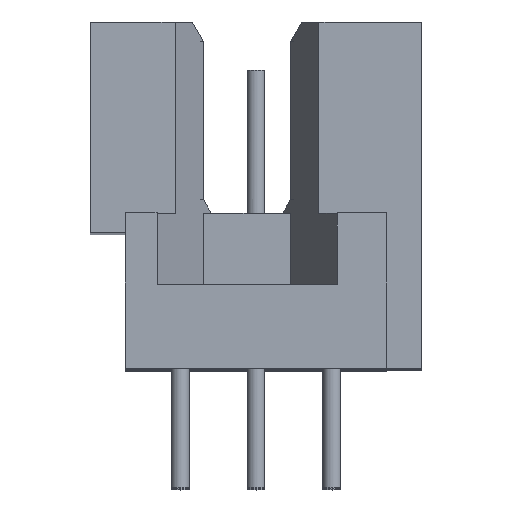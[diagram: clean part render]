
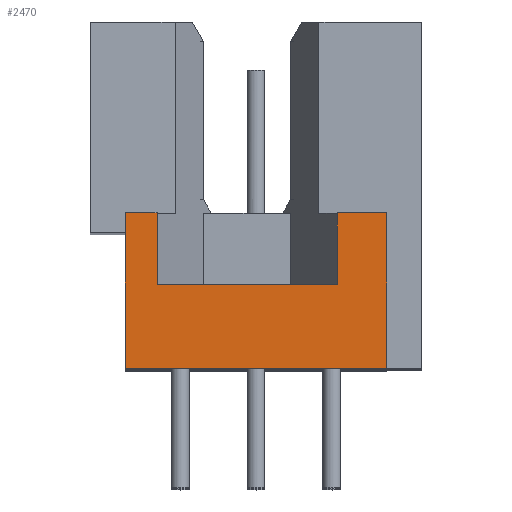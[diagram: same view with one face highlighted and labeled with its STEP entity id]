
A CAD part, top view. The second image highlights one B-rep face of the part: STEP entity #2470.
In plain terms, the highlighted free-form (B-spline) face has degree [1, 1] with [2, 2] control points.
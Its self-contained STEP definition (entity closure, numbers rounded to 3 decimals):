
#818=CARTESIAN_POINT('V63',(-1.175,5.2,
   55.0));
#819=VERTEX_POINT('V63',#818);
#827=CARTESIAN_POINT('V62',(-1.175,0.,55.0)
   );
#828=VERTEX_POINT('V62',#827);
#829=CARTESIAN_POINT('E80',(-1.175,0.,55.0));
#830=CARTESIAN_POINT('E80',(-1.175,5.2,
   55.0));
#831=B_SPLINE_CURVE_WITH_KNOTS('E80',1,(#829,#830),.POLYLINE_FORM.,
   .F.,.U.,(2,2),(0.0,0.594),.UNSPECIFIED.);
#832=EDGE_CURVE('E80',#828,#819,#831,.T.);
#863=CARTESIAN_POINT('V64',(-2.835,5.2,
   55.0));
#864=VERTEX_POINT('V64',#863);
#870=CARTESIAN_POINT('E81',(-1.175,5.2,
   55.0));
#871=CARTESIAN_POINT('E81',(-2.835,5.2,
   55.0));
#872=B_SPLINE_CURVE_WITH_KNOTS('E81',1,(#870,#871),.POLYLINE_FORM.,
   .F.,.U.,(2,2),(0.331,0.799),
   .UNSPECIFIED.);
#873=EDGE_CURVE('E81',#819,#864,#872,.T.);
#896=CARTESIAN_POINT('V57',(-2.835,2.8,
   55.0));
#897=VERTEX_POINT('V57',#896);
#903=CARTESIAN_POINT('E82',(-2.835,5.2,
   55.0));
#904=CARTESIAN_POINT('E82',(-2.835,2.8,
   55.0));
#905=B_SPLINE_CURVE_WITH_KNOTS('E82',1,(#903,#904),.POLYLINE_FORM.,
   .F.,.U.,(2,2),(0.0,0.398),.UNSPECIFIED.);
#906=EDGE_CURVE('E82',#864,#897,#905,.T.);
#2413=CARTESIAN_POINT('V61',(-9.925,0.,55.0)
   );
#2414=VERTEX_POINT('V61',#2413);
#2415=CARTESIAN_POINT('E79',(-1.175,0.,55.0)
   );
#2416=CARTESIAN_POINT('E79',(-9.925,0.,55.0)
   );
#2417=B_SPLINE_CURVE_WITH_KNOTS('E79',1,(#2415,#2416),
   .POLYLINE_FORM.,.F.,.U.,(2,2),(0.118,1.0),
   .UNSPECIFIED.);
#2418=EDGE_CURVE('E79',#828,#2414,#2417,.T.);
#2433=CARTESIAN_POINT('F23',(-11.655,-0.58,
   55.0));
#2434=CARTESIAN_POINT('F23',(0.555,-0.58,
   55.0));
#2435=CARTESIAN_POINT('F23',(-11.655,12.18,
   55.0));
#2436=CARTESIAN_POINT('F23',(0.555,12.18,
   55.0));
#2437=QUASI_UNIFORM_SURFACE('F23',1,1,((#2433,#2435),(#2434,#2436))
,.PLANE_SURF.,.F.,.F.,.U.);
#2438=CARTESIAN_POINT('V58',(-8.865,2.8,
   55.0));
#2439=VERTEX_POINT('V58',#2438);
#2440=CARTESIAN_POINT('E75',(-2.835,2.8,
   55.0));
#2441=CARTESIAN_POINT('E75',(-8.865,2.8,
   55.0));
#2442=QUASI_UNIFORM_CURVE('E75',1,(#2440,#2441),.POLYLINE_FORM.,.F.,
   .U.);
#2443=EDGE_CURVE('E75',#897,#2439,#2442,.T.);
#2444=ORIENTED_EDGE('E75',*,*,#2443,.T.);
#2445=CARTESIAN_POINT('V59',(-8.865,5.2,
   55.0));
#2446=VERTEX_POINT('V59',#2445);
#2447=CARTESIAN_POINT('E76',(-8.865,2.8,
   55.0));
#2448=CARTESIAN_POINT('E76',(-8.865,5.2,
   55.0));
#2449=B_SPLINE_CURVE_WITH_KNOTS('E76',1,(#2447,#2448),
   .POLYLINE_FORM.,.F.,.U.,(2,2),(0.0,0.96),
   .UNSPECIFIED.);
#2450=EDGE_CURVE('E76',#2439,#2446,#2449,.T.);
#2451=ORIENTED_EDGE('E76',*,*,#2450,.T.);
#2452=CARTESIAN_POINT('V60',(-9.925,5.2,
   55.0));
#2453=VERTEX_POINT('V60',#2452);
#2454=CARTESIAN_POINT('E77',(-8.865,5.2,
   55.0));
#2455=CARTESIAN_POINT('E77',(-9.925,5.2,
   55.0));
#2456=B_SPLINE_CURVE_WITH_KNOTS('E77',1,(#2454,#2455),
   .POLYLINE_FORM.,.F.,.U.,(2,2),(2.497,
   2.796),.UNSPECIFIED.);
#2457=EDGE_CURVE('E77',#2446,#2453,#2456,.T.);
#2458=ORIENTED_EDGE('E77',*,*,#2457,.T.);
#2459=CARTESIAN_POINT('E78',(-9.925,0.,55.0)
   );
#2460=CARTESIAN_POINT('E78',(-9.925,5.2,
   55.0));
#2461=QUASI_UNIFORM_CURVE('E78',1,(#2459,#2460),.POLYLINE_FORM.,.F.,
   .U.);
#2462=EDGE_CURVE('E78',#2414,#2453,#2461,.T.);
#2463=ORIENTED_EDGE('E78',*,*,#2462,.F.);
#2464=ORIENTED_EDGE('E79',*,*,#2418,.F.);
#2465=ORIENTED_EDGE('E80',*,*,#832,.T.);
#2466=ORIENTED_EDGE('E81',*,*,#873,.T.);
#2467=ORIENTED_EDGE('E82',*,*,#906,.T.);
#2468=EDGE_LOOP('F23',(#2444,#2451,#2458,#2463,#2464,#2465,#2466,
   #2467));
#2469=FACE_OUTER_BOUND('F23',#2468,.T.);
#2470=ADVANCED_FACE('F23',(#2469),#2437,.T.);
